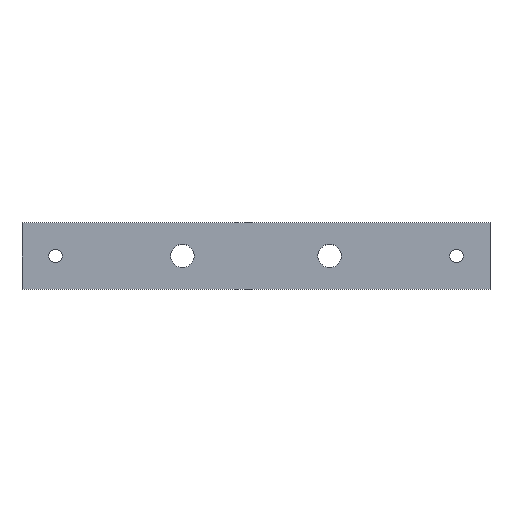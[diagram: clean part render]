
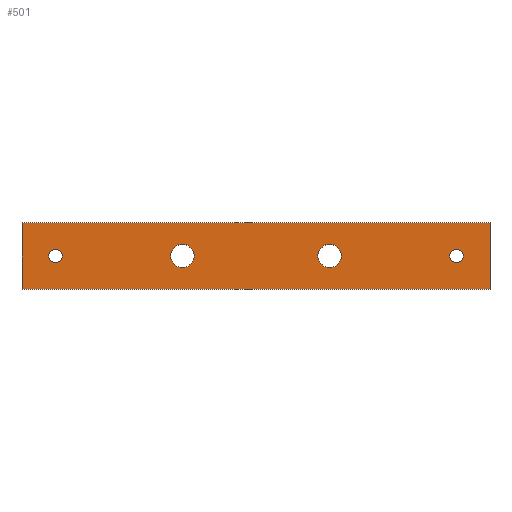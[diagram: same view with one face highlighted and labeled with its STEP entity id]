
A CAD part, top view. The second image highlights one B-rep face of the part: STEP entity #501.
In plain terms, the highlighted planar face has unit normal (0, 0, 1).
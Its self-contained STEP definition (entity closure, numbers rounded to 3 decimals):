
#1 = CARTESIAN_POINT ( 'NONE',  ( 0., 0., 2. ) ) ;
#6 = AXIS2_PLACEMENT_3D ( 'NONE', #107, #24, #197 ) ;
#8 = DIRECTION ( 'NONE',  ( 0., 0., 1. ) ) ;
#11 = CARTESIAN_POINT ( 'NONE',  ( 70., 10., 2. ) ) ;
#14 = ORIENTED_EDGE ( 'NONE', *, *, #57, .T. ) ;
#16 = CARTESIAN_POINT ( 'NONE',  ( 22., 0., 2. ) ) ;
#18 = CARTESIAN_POINT ( 'NONE',  ( -58., 0., 2. ) ) ;
#22 = CARTESIAN_POINT ( 'NONE',  ( 22., 0., 2. ) ) ;
#24 = DIRECTION ( 'NONE',  ( 0., 0., 1. ) ) ;
#28 = EDGE_CURVE ( 'NONE', #342, #111, #61, .T. ) ;
#36 = LINE ( 'NONE', #320, #243 ) ;
#39 = VERTEX_POINT ( 'NONE', #338 ) ;
#45 = VERTEX_POINT ( 'NONE', #304 ) ;
#47 = CARTESIAN_POINT ( 'NONE',  ( -70., 10., 2. ) ) ;
#49 = AXIS2_PLACEMENT_3D ( 'NONE', #273, #65, #351 ) ;
#50 = FACE_OUTER_BOUND ( 'NONE', #426, .T. ) ;
#57 = EDGE_CURVE ( 'NONE', #39, #93, #125, .T. ) ;
#60 = EDGE_CURVE ( 'NONE', #459, #45, #485, .T. ) ;
#61 = CIRCLE ( 'NONE', #90, 3.5 ) ;
#65 = DIRECTION ( 'NONE',  ( 0., 0., 1. ) ) ;
#66 = CARTESIAN_POINT ( 'NONE',  ( 25.5, 0., 2. ) ) ;
#71 = CARTESIAN_POINT ( 'NONE',  ( -70., 10., 2. ) ) ;
#76 = EDGE_LOOP ( 'NONE', ( #205, #500 ) ) ;
#77 = DIRECTION ( 'NONE',  ( 0., 0., -1. ) ) ;
#80 = PLANE ( 'NONE',  #129 ) ;
#90 = AXIS2_PLACEMENT_3D ( 'NONE', #128, #455, #498 ) ;
#91 = CARTESIAN_POINT ( 'NONE',  ( 60., 0., 2. ) ) ;
#93 = VERTEX_POINT ( 'NONE', #344 ) ;
#104 = AXIS2_PLACEMENT_3D ( 'NONE', #22, #444, #148 ) ;
#106 = EDGE_CURVE ( 'NONE', #194, #278, #499, .T. ) ;
#107 = CARTESIAN_POINT ( 'NONE',  ( 60., 0., 2. ) ) ;
#108 = DIRECTION ( 'NONE',  ( 0., -1., 0. ) ) ;
#111 = VERTEX_POINT ( 'NONE', #259 ) ;
#113 = CARTESIAN_POINT ( 'NONE',  ( 58., 0., 2. ) ) ;
#115 = EDGE_CURVE ( 'NONE', #111, #342, #287, .T. ) ;
#117 = FACE_BOUND ( 'NONE', #76, .T. ) ;
#124 = LINE ( 'NONE', #233, #442 ) ;
#125 = LINE ( 'NONE', #296, #271 ) ;
#128 = CARTESIAN_POINT ( 'NONE',  ( -22., 0., 2. ) ) ;
#129 = AXIS2_PLACEMENT_3D ( 'NONE', #1, #77, #490 ) ;
#131 = VERTEX_POINT ( 'NONE', #47 ) ;
#139 = DIRECTION ( 'NONE',  ( 0., 0., 1. ) ) ;
#142 = AXIS2_PLACEMENT_3D ( 'NONE', #16, #315, #353 ) ;
#146 = CARTESIAN_POINT ( 'NONE',  ( -18.5, 0., 2. ) ) ;
#148 = DIRECTION ( 'NONE',  ( 1., 0., 0. ) ) ;
#151 = VERTEX_POINT ( 'NONE', #11 ) ;
#164 = FACE_BOUND ( 'NONE', #387, .T. ) ;
#170 = LINE ( 'NONE', #71, #467 ) ;
#180 = DIRECTION ( 'NONE',  ( 1., 0., 0. ) ) ;
#192 = ORIENTED_EDGE ( 'NONE', *, *, #239, .F. ) ;
#194 = VERTEX_POINT ( 'NONE', #475 ) ;
#197 = DIRECTION ( 'NONE',  ( 1., 0., 0. ) ) ;
#199 = AXIS2_PLACEMENT_3D ( 'NONE', #505, #8, #388 ) ;
#205 = ORIENTED_EDGE ( 'NONE', *, *, #305, .F. ) ;
#213 = AXIS2_PLACEMENT_3D ( 'NONE', #294, #139, #180 ) ;
#218 = DIRECTION ( 'NONE',  ( 0., 0., 1. ) ) ;
#219 = AXIS2_PLACEMENT_3D ( 'NONE', #91, #218, #512 ) ;
#233 = CARTESIAN_POINT ( 'NONE',  ( 70., -10., 2. ) ) ;
#235 = FACE_BOUND ( 'NONE', #476, .T. ) ;
#238 = DIRECTION ( 'NONE',  ( 0., 1., 0. ) ) ;
#239 = EDGE_CURVE ( 'NONE', #278, #194, #514, .T. ) ;
#242 = CARTESIAN_POINT ( 'NONE',  ( 18.5, 0., 2. ) ) ;
#243 = VECTOR ( 'NONE', #108, 1000. ) ;
#246 = ORIENTED_EDGE ( 'NONE', *, *, #60, .F. ) ;
#259 = CARTESIAN_POINT ( 'NONE',  ( -25.5, 0., 2. ) ) ;
#271 = VECTOR ( 'NONE', #470, 1000. ) ;
#273 = CARTESIAN_POINT ( 'NONE',  ( -60., 0., 2. ) ) ;
#278 = VERTEX_POINT ( 'NONE', #18 ) ;
#287 = CIRCLE ( 'NONE', #213, 3.5 ) ;
#294 = CARTESIAN_POINT ( 'NONE',  ( -22., 0., 2. ) ) ;
#296 = CARTESIAN_POINT ( 'NONE',  ( -70., -10., 2. ) ) ;
#300 = ORIENTED_EDGE ( 'NONE', *, *, #28, .F. ) ;
#304 = CARTESIAN_POINT ( 'NONE',  ( 62., 0., 2. ) ) ;
#305 = EDGE_CURVE ( 'NONE', #363, #530, #481, .T. ) ;
#307 = FACE_BOUND ( 'NONE', #329, .T. ) ;
#315 = DIRECTION ( 'NONE',  ( 0., 0., 1. ) ) ;
#320 = CARTESIAN_POINT ( 'NONE',  ( -70., -10., 2. ) ) ;
#329 = EDGE_LOOP ( 'NONE', ( #192, #439 ) ) ;
#338 = CARTESIAN_POINT ( 'NONE',  ( -70., -10., 2. ) ) ;
#340 = CIRCLE ( 'NONE', #6, 2. ) ;
#342 = VERTEX_POINT ( 'NONE', #146 ) ;
#344 = CARTESIAN_POINT ( 'NONE',  ( 70., -10., 2. ) ) ;
#350 = ORIENTED_EDGE ( 'NONE', *, *, #433, .T. ) ;
#351 = DIRECTION ( 'NONE',  ( 1., 0., 0. ) ) ;
#353 = DIRECTION ( 'NONE',  ( 1., 0., 0. ) ) ;
#363 = VERTEX_POINT ( 'NONE', #66 ) ;
#382 = EDGE_CURVE ( 'NONE', #151, #131, #170, .T. ) ;
#386 = ORIENTED_EDGE ( 'NONE', *, *, #382, .T. ) ;
#387 = EDGE_LOOP ( 'NONE', ( #448, #246 ) ) ;
#388 = DIRECTION ( 'NONE',  ( 1., 0., 0. ) ) ;
#423 = EDGE_CURVE ( 'NONE', #530, #363, #424, .T. ) ;
#424 = CIRCLE ( 'NONE', #104, 3.5 ) ;
#426 = EDGE_LOOP ( 'NONE', ( #350, #386, #482, #14 ) ) ;
#433 = EDGE_CURVE ( 'NONE', #93, #151, #124, .T. ) ;
#437 = EDGE_CURVE ( 'NONE', #45, #459, #340, .T. ) ;
#439 = ORIENTED_EDGE ( 'NONE', *, *, #106, .F. ) ;
#441 = EDGE_CURVE ( 'NONE', #131, #39, #36, .T. ) ;
#442 = VECTOR ( 'NONE', #238, 1000. ) ;
#444 = DIRECTION ( 'NONE',  ( 0., 0., 1. ) ) ;
#446 = DIRECTION ( 'NONE',  ( -1., 0., 0. ) ) ;
#448 = ORIENTED_EDGE ( 'NONE', *, *, #437, .F. ) ;
#455 = DIRECTION ( 'NONE',  ( 0., 0., 1. ) ) ;
#459 = VERTEX_POINT ( 'NONE', #113 ) ;
#467 = VECTOR ( 'NONE', #446, 1000. ) ;
#470 = DIRECTION ( 'NONE',  ( 1., 0., 0. ) ) ;
#475 = CARTESIAN_POINT ( 'NONE',  ( -62., 0., 2. ) ) ;
#476 = EDGE_LOOP ( 'NONE', ( #300, #533 ) ) ;
#481 = CIRCLE ( 'NONE', #142, 3.5 ) ;
#482 = ORIENTED_EDGE ( 'NONE', *, *, #441, .T. ) ;
#485 = CIRCLE ( 'NONE', #219, 2. ) ;
#490 = DIRECTION ( 'NONE',  ( -1., 0., 0. ) ) ;
#498 = DIRECTION ( 'NONE',  ( 1., 0., 0. ) ) ;
#499 = CIRCLE ( 'NONE', #199, 2. ) ;
#500 = ORIENTED_EDGE ( 'NONE', *, *, #423, .F. ) ;
#501 = ADVANCED_FACE ( 'NONE', ( #117, #235, #307, #164, #50 ), #80, .F. ) ;
#505 = CARTESIAN_POINT ( 'NONE',  ( -60., 0., 2. ) ) ;
#512 = DIRECTION ( 'NONE',  ( 1., 0., 0. ) ) ;
#514 = CIRCLE ( 'NONE', #49, 2. ) ;
#530 = VERTEX_POINT ( 'NONE', #242 ) ;
#533 = ORIENTED_EDGE ( 'NONE', *, *, #115, .F. ) ;
